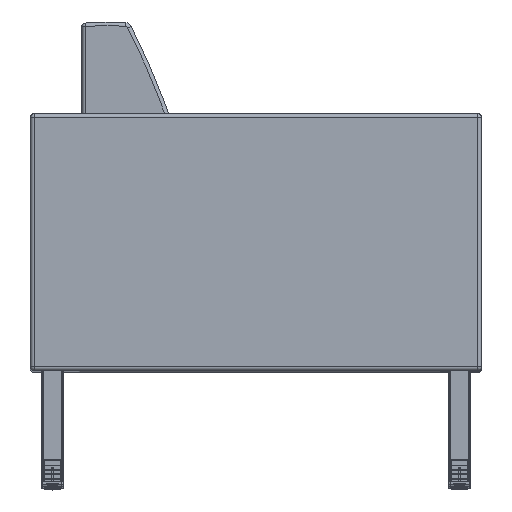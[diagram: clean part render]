
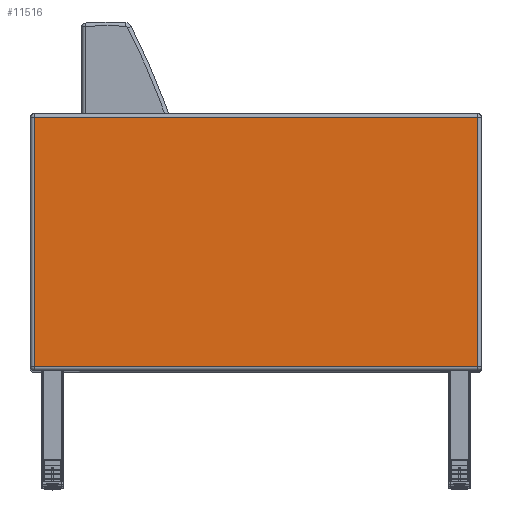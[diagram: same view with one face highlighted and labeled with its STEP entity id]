
A CAD part, top view. The second image highlights one B-rep face of the part: STEP entity #11516.
In plain terms, the highlighted planar face has unit normal (0, 0, 1).
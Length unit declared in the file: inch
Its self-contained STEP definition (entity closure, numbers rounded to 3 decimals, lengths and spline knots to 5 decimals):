
#1025=PLANE('',#12397);
#1253=LINE('',#17194,#1930);
#1255=LINE('',#17197,#1932);
#1265=LINE('',#17212,#1942);
#1267=LINE('',#17215,#1944);
#1930=VECTOR('',#13796,30.25);
#1932=VECTOR('',#13800,17.);
#1942=VECTOR('',#13820,17.);
#1944=VECTOR('',#13824,30.25);
#2878=FACE_OUTER_BOUND('',#3725,.T.);
#3725=EDGE_LOOP('',(#8033,#8034,#8035,#8036));
#5227=VERTEX_POINT('',#17130);
#5233=VERTEX_POINT('',#17144);
#5236=VERTEX_POINT('',#17151);
#5245=VERTEX_POINT('',#17172);
#6224=EDGE_CURVE('',#5236,#5245,#1253,.T.);
#6226=EDGE_CURVE('',#5245,#5233,#1255,.T.);
#6236=EDGE_CURVE('',#5227,#5236,#1265,.T.);
#6238=EDGE_CURVE('',#5233,#5227,#1267,.T.);
#8033=ORIENTED_EDGE('',*,*,#6224,.F.);
#8034=ORIENTED_EDGE('',*,*,#6236,.F.);
#8035=ORIENTED_EDGE('',*,*,#6238,.F.);
#8036=ORIENTED_EDGE('',*,*,#6226,.F.);
#11516=ADVANCED_FACE('',(#2878),#1025,.T.);
#12397=AXIS2_PLACEMENT_3D('',#17223,#13836,#13837);
#13796=DIRECTION('',(1.,0.,0.));
#13800=DIRECTION('',(0.,-1.,0.));
#13820=DIRECTION('',(0.,1.,0.));
#13824=DIRECTION('',(-1.,0.,0.));
#13836=DIRECTION('center_axis',(0.,0.,1.));
#13837=DIRECTION('ref_axis',(1.,0.,0.));
#17130=CARTESIAN_POINT('',(0.25,-17.25,8.5));
#17144=CARTESIAN_POINT('',(30.5,-17.25,8.5));
#17151=CARTESIAN_POINT('',(0.25,-0.25,8.5));
#17172=CARTESIAN_POINT('',(30.5,-0.25,8.5));
#17194=CARTESIAN_POINT('',(23.0625,-0.25,8.5));
#17197=CARTESIAN_POINT('',(30.5,-13.125,8.5));
#17212=CARTESIAN_POINT('',(0.25,-4.375,8.5));
#17215=CARTESIAN_POINT('',(7.6875,-17.25,8.5));
#17223=CARTESIAN_POINT('Origin',(15.375,-8.75,8.5));
